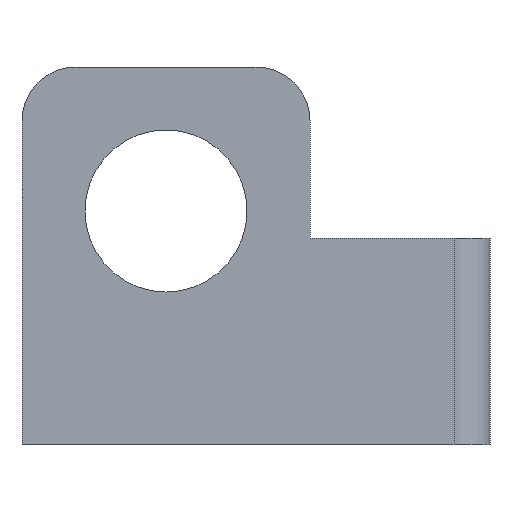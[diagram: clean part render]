
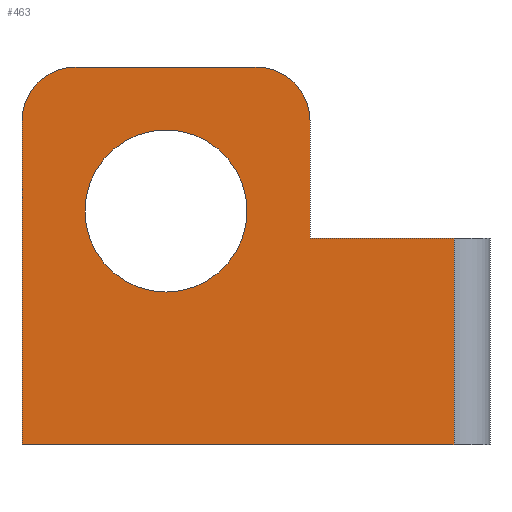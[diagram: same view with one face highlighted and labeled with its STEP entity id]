
A CAD part, front view. The second image highlights one B-rep face of the part: STEP entity #463.
In plain terms, the highlighted planar face has unit normal (0, -1, 0).
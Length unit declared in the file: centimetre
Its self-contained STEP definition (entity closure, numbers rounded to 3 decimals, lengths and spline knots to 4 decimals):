
#106=PLANE('',#489);
#126=VECTOR('',#530,1.);
#127=VECTOR('',#535,1.);
#128=VECTOR('',#541,1.);
#129=VECTOR('',#544,1.);
#130=VECTOR('',#547,1.);
#131=VECTOR('',#548,1.);
#166=LINE('',#626,#126);
#167=LINE('',#630,#127);
#168=LINE('',#636,#128);
#169=LINE('',#640,#129);
#170=LINE('',#644,#130);
#171=LINE('',#646,#131);
#207=VERTEX_POINT('',#625);
#208=VERTEX_POINT('',#627);
#209=VERTEX_POINT('',#631);
#210=VERTEX_POINT('',#635);
#211=VERTEX_POINT('',#637);
#212=VERTEX_POINT('',#639);
#213=VERTEX_POINT('',#641);
#214=VERTEX_POINT('',#643);
#215=VERTEX_POINT('',#645);
#240=CIRCLE('',#490,0.45);
#241=CIRCLE('',#491,0.3);
#242=CIRCLE('',#492,0.3);
#257=EDGE_CURVE('',#208,#207,#166,.T.);
#259=EDGE_CURVE('',#208,#209,#167,.T.);
#261=EDGE_CURVE('',#210,#210,#240,.T.);
#262=EDGE_CURVE('',#207,#211,#168,.T.);
#263=EDGE_CURVE('',#212,#211,#241,.T.);
#264=EDGE_CURVE('',#212,#213,#169,.T.);
#265=EDGE_CURVE('',#214,#213,#242,.T.);
#266=EDGE_CURVE('',#215,#214,#170,.T.);
#267=EDGE_CURVE('',#215,#209,#171,.T.);
#318=ORIENTED_EDGE('',*,*,#261,.T.);
#319=ORIENTED_EDGE('',*,*,#259,.F.);
#320=ORIENTED_EDGE('',*,*,#257,.T.);
#321=ORIENTED_EDGE('',*,*,#262,.T.);
#322=ORIENTED_EDGE('',*,*,#263,.F.);
#323=ORIENTED_EDGE('',*,*,#264,.T.);
#324=ORIENTED_EDGE('',*,*,#265,.F.);
#325=ORIENTED_EDGE('',*,*,#266,.F.);
#326=ORIENTED_EDGE('',*,*,#267,.T.);
#408=EDGE_LOOP('',(#318));
#409=EDGE_LOOP('',(#319,#320,#321,#322,#323,#324,#325,#326));
#436=FACE_BOUND('',#408,.T.);
#437=FACE_BOUND('',#409,.T.);
#463=ADVANCED_FACE('',(#436,#437),#106,.T.);
#489=AXIS2_PLACEMENT_3D('',#633,#538,$);
#490=AXIS2_PLACEMENT_3D('',#634,#539,#540);
#491=AXIS2_PLACEMENT_3D('',#638,#542,#543);
#492=AXIS2_PLACEMENT_3D('',#642,#545,#546);
#530=DIRECTION('',(-1.,0.,0.));
#535=DIRECTION('',(0.,0.,-1.));
#538=DIRECTION('',(0.,-1.,0.));
#539=DIRECTION('',(0.,1.,0.));
#540=DIRECTION('',(0.45,0.,0.));
#541=DIRECTION('',(0.,0.,1.));
#542=DIRECTION('',(0.,1.,0.));
#543=DIRECTION('',(0.212,0.,0.212));
#544=DIRECTION('',(-1.,0.,0.));
#545=DIRECTION('',(0.,1.,0.));
#546=DIRECTION('',(-0.212,0.,0.212));
#547=DIRECTION('',(0.,0.,1.));
#548=DIRECTION('',(1.,0.,0.));
#625=CARTESIAN_POINT('',(1.6,0.,1.15));
#626=CARTESIAN_POINT('',(1.7,0.,1.15));
#627=CARTESIAN_POINT('',(2.4,0.,1.15));
#630=CARTESIAN_POINT('',(2.4,0.,0.4125));
#631=CARTESIAN_POINT('',(2.4,0.,0.));
#633=CARTESIAN_POINT('',(0.8,0.,0.));
#634=CARTESIAN_POINT('',(0.8,0.,1.3));
#635=CARTESIAN_POINT('',(0.35,0.,1.3));
#636=CARTESIAN_POINT('',(1.6,0.,0.));
#637=CARTESIAN_POINT('',(1.6,0.,1.8));
#638=CARTESIAN_POINT('',(1.3,0.,1.8));
#639=CARTESIAN_POINT('',(1.3,0.,2.1));
#640=CARTESIAN_POINT('',(1.6,0.,2.1));
#641=CARTESIAN_POINT('',(0.3,0.,2.1));
#642=CARTESIAN_POINT('',(0.3,0.,1.8));
#643=CARTESIAN_POINT('',(0.,0.,1.8));
#644=CARTESIAN_POINT('',(0.,0.,0.));
#645=CARTESIAN_POINT('',(0.,0.,0.));
#646=CARTESIAN_POINT('',(1.6,0.,0.));
